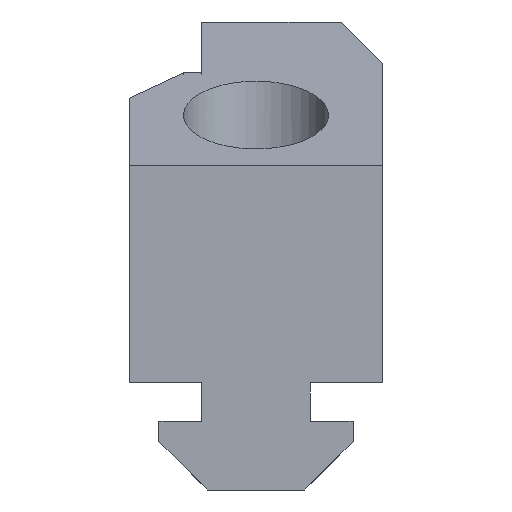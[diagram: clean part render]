
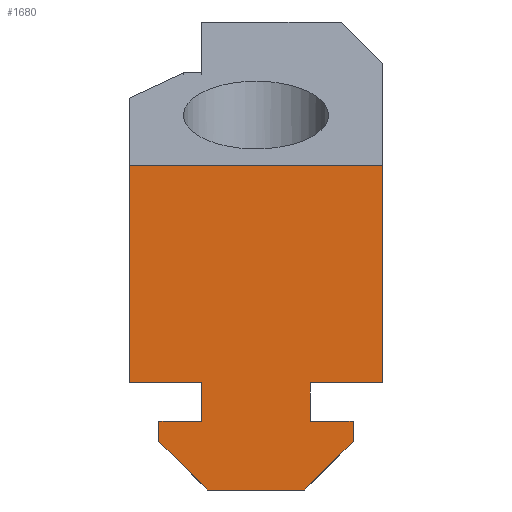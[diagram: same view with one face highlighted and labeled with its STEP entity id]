
A CAD part, left-side view. The second image highlights one B-rep face of the part: STEP entity #1680.
In plain terms, the highlighted planar face has unit normal (-1, 0, 0).
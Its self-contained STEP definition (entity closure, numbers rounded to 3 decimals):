
#106=FACE_OUTER_BOUND('',#201,.T.);
#201=EDGE_LOOP('',(#1343,#1344,#1345,#1346,#1347,#1348,#1349,#1350,#1351,
#1352,#1353,#1354,#1355,#1356));
#253=LINE('',#2309,#472);
#261=LINE('',#2327,#480);
#286=LINE('',#2389,#505);
#332=LINE('',#2501,#551);
#333=LINE('',#2503,#552);
#335=LINE('',#2507,#554);
#338=LINE('',#2518,#557);
#363=LINE('',#2564,#582);
#370=LINE('',#2578,#589);
#385=LINE('',#2607,#604);
#386=LINE('',#2608,#605);
#387=LINE('',#2610,#606);
#388=LINE('',#2612,#607);
#389=LINE('',#2613,#608);
#472=VECTOR('',#1866,10.);
#480=VECTOR('',#1880,10.);
#505=VECTOR('',#1925,10.);
#551=VECTOR('',#2039,10.);
#552=VECTOR('',#2042,10.);
#554=VECTOR('',#2046,10.);
#557=VECTOR('',#2055,10.);
#582=VECTOR('',#2090,10.);
#589=VECTOR('',#2101,10.);
#604=VECTOR('',#2124,10.);
#605=VECTOR('',#2125,10.);
#606=VECTOR('',#2126,10.);
#607=VECTOR('',#2127,10.);
#608=VECTOR('',#2128,10.);
#689=VERTEX_POINT('',#2306);
#690=VERTEX_POINT('',#2308);
#697=VERTEX_POINT('',#2326);
#723=VERTEX_POINT('',#2386);
#724=VERTEX_POINT('',#2388);
#756=VERTEX_POINT('',#2499);
#757=VERTEX_POINT('',#2505);
#761=VERTEX_POINT('',#2515);
#762=VERTEX_POINT('',#2517);
#778=VERTEX_POINT('',#2562);
#783=VERTEX_POINT('',#2576);
#793=VERTEX_POINT('',#2606);
#794=VERTEX_POINT('',#2609);
#795=VERTEX_POINT('',#2611);
#846=EDGE_CURVE('',#690,#689,#253,.T.);
#855=EDGE_CURVE('',#697,#690,#261,.T.);
#886=EDGE_CURVE('',#723,#724,#286,.T.);
#943=EDGE_CURVE('',#756,#689,#332,.T.);
#944=EDGE_CURVE('',#756,#724,#333,.T.);
#946=EDGE_CURVE('',#757,#697,#335,.T.);
#950=EDGE_CURVE('',#761,#762,#338,.T.);
#975=EDGE_CURVE('',#778,#761,#363,.T.);
#982=EDGE_CURVE('',#783,#778,#370,.T.);
#997=EDGE_CURVE('',#793,#723,#385,.T.);
#998=EDGE_CURVE('',#793,#762,#386,.T.);
#999=EDGE_CURVE('',#794,#783,#387,.T.);
#1000=EDGE_CURVE('',#795,#794,#388,.T.);
#1001=EDGE_CURVE('',#795,#757,#389,.T.);
#1343=ORIENTED_EDGE('',*,*,#846,.T.);
#1344=ORIENTED_EDGE('',*,*,#943,.F.);
#1345=ORIENTED_EDGE('',*,*,#944,.T.);
#1346=ORIENTED_EDGE('',*,*,#886,.F.);
#1347=ORIENTED_EDGE('',*,*,#997,.F.);
#1348=ORIENTED_EDGE('',*,*,#998,.T.);
#1349=ORIENTED_EDGE('',*,*,#950,.F.);
#1350=ORIENTED_EDGE('',*,*,#975,.F.);
#1351=ORIENTED_EDGE('',*,*,#982,.F.);
#1352=ORIENTED_EDGE('',*,*,#999,.F.);
#1353=ORIENTED_EDGE('',*,*,#1000,.F.);
#1354=ORIENTED_EDGE('',*,*,#1001,.T.);
#1355=ORIENTED_EDGE('',*,*,#946,.T.);
#1356=ORIENTED_EDGE('',*,*,#855,.T.);
#1594=PLANE('',#1806);
#1680=ADVANCED_FACE('',(#106),#1594,.T.);
#1806=AXIS2_PLACEMENT_3D('',#2605,#2122,#2123);
#1866=DIRECTION('',(0.,1.,0.));
#1880=DIRECTION('',(0.,0.,1.));
#1925=DIRECTION('',(0.,0.,1.));
#2039=DIRECTION('',(0.,0.,1.));
#2042=DIRECTION('',(0.,-1.,0.));
#2046=DIRECTION('',(0.,-1.,0.));
#2055=DIRECTION('',(0.,0.707,0.707));
#2090=DIRECTION('',(0.,1.,0.));
#2101=DIRECTION('',(0.,0.707,-0.707));
#2122=DIRECTION('center_axis',(-1.,0.,0.));
#2123=DIRECTION('ref_axis',(0.,1.,0.));
#2124=DIRECTION('',(0.,-1.,0.));
#2125=DIRECTION('',(0.,0.,-1.));
#2126=DIRECTION('',(0.,0.,-1.));
#2127=DIRECTION('',(0.,-1.,0.));
#2128=DIRECTION('',(0.,0.,1.));
#2306=CARTESIAN_POINT('',(0.,12.35,14.071));
#2308=CARTESIAN_POINT('',(0.,-1.65,14.071));
#2309=CARTESIAN_POINT('',(0.,-0.825,14.071));
#2326=CARTESIAN_POINT('',(0.,-1.65,2.1));
#2327=CARTESIAN_POINT('',(0.,-1.65,2.1));
#2386=CARTESIAN_POINT('',(0.,8.35,0.));
#2388=CARTESIAN_POINT('',(0.,8.35,2.1));
#2389=CARTESIAN_POINT('',(0.,8.35,0.));
#2499=CARTESIAN_POINT('',(0.,12.35,2.1));
#2501=CARTESIAN_POINT('',(0.,12.35,2.1));
#2503=CARTESIAN_POINT('',(0.,10.7,2.1));
#2505=CARTESIAN_POINT('',(0.,2.35,2.1));
#2507=CARTESIAN_POINT('',(0.,10.7,2.1));
#2515=CARTESIAN_POINT('',(0.,8.04,-3.8));
#2517=CARTESIAN_POINT('',(0.,10.7,-1.14));
#2518=CARTESIAN_POINT('',(0.,7.645,-4.195));
#2562=CARTESIAN_POINT('',(0.,2.66,-3.8));
#2564=CARTESIAN_POINT('',(0.,10.7,-3.8));
#2576=CARTESIAN_POINT('',(0.,0.,-1.14));
#2578=CARTESIAN_POINT('',(0.,0.38,-1.52));
#2605=CARTESIAN_POINT('Origin',(0.,0.,0.));
#2606=CARTESIAN_POINT('',(0.,10.7,0.));
#2607=CARTESIAN_POINT('',(0.,10.7,0.));
#2608=CARTESIAN_POINT('',(0.,10.7,0.));
#2609=CARTESIAN_POINT('',(0.,0.,0.));
#2610=CARTESIAN_POINT('',(0.,0.,0.));
#2611=CARTESIAN_POINT('',(0.,2.35,0.));
#2612=CARTESIAN_POINT('',(0.,10.7,0.));
#2613=CARTESIAN_POINT('',(0.,2.35,0.));
